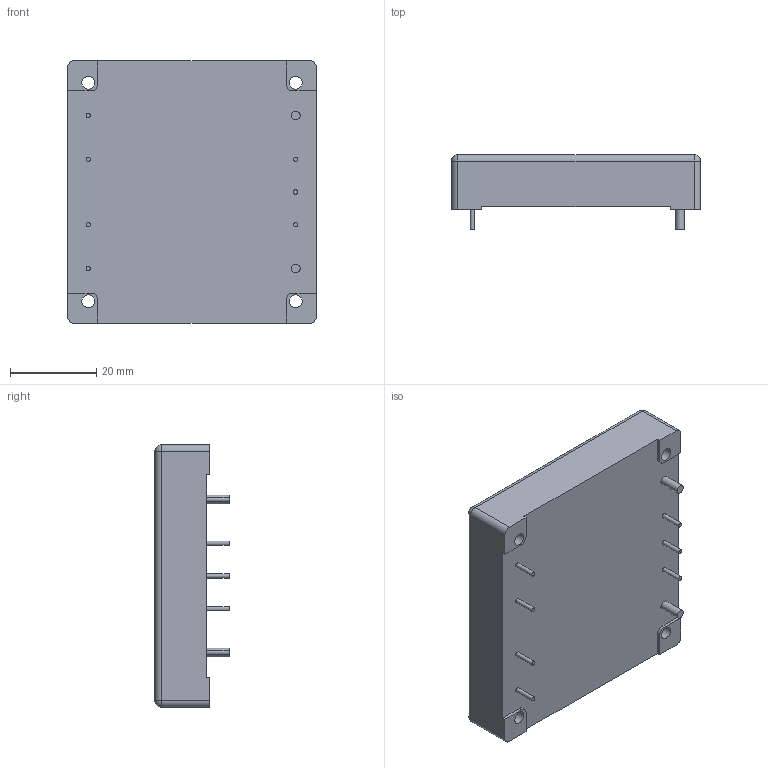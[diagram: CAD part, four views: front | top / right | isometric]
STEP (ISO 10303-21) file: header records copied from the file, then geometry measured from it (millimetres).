
FILE_DESCRIPTION(/* description */ (''),/* implementation_level */ '2;1');
FILE_NAME(/* name */ 'VHB75W-Q24-S12.step',/* time_stamp */ '2022-07-13T12:04:09+03:00',/* author */ (''),/* organization */ (''),/* preprocessor_version */ 'ST-DEVELOPER v19',/* originating_system */ 'Autodesk Translation Framework v11.7.0.108',/* authorisation */ '');
FILE_SCHEMA (('AUTOMOTIVE_DESIGN { 1 0 10303 214 3 1 1 }'));
Length unit declared in the file: millimetre
Products named in the file (1): VHB75W-Q24-S12
Bounding box: 57.9 x 17.3 x 61 mm (x, y, z)
Volume: 42087.1 mm3; surface area: 10413.7 mm2
Topology: 1 solids, 1 shells, 56 faces, 127 edges, 78 vertices
Faces by surface type: plane 27, cylinder 25, sphere 4
Full cylindrical faces by diameter (mm): 1.02 x7, 2.03 x2, 3 x4
Entity records: 1604 total; most frequent: DIRECTION 287, CARTESIAN_POINT 258, ORIENTED_EDGE 246, EDGE_CURVE 123, AXIS2_PLACEMENT_3D 107, VERTEX_POINT 78, EDGE_LOOP 73, LINE 73
